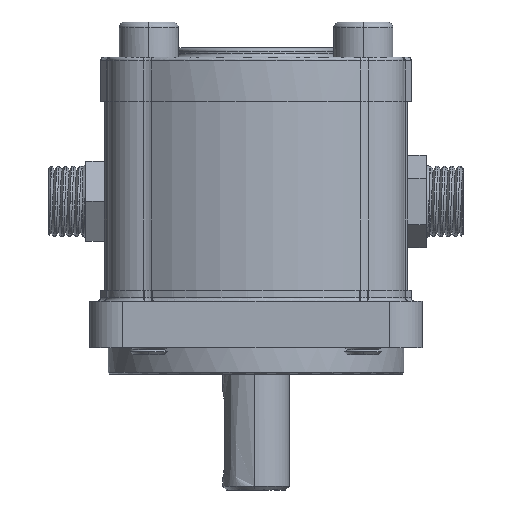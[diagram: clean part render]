
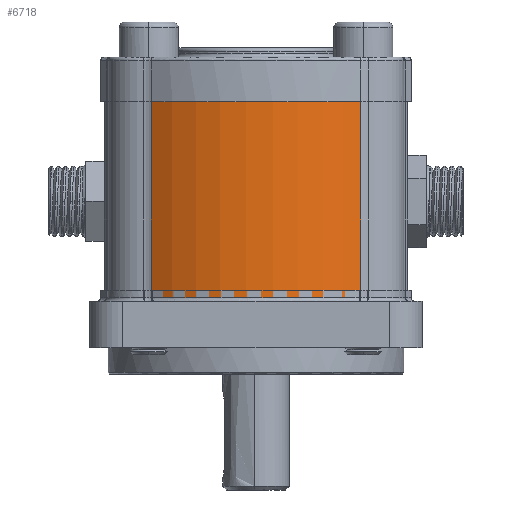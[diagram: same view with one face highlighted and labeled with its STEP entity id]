
A CAD part, front view. The second image highlights one B-rep face of the part: STEP entity #6718.
In plain terms, the highlighted free-form (B-spline) face has degree [2, 1] with [3, 2] control points.
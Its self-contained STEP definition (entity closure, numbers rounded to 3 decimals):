
#1216 = VERTEX_POINT('',#1217);
#1217 = CARTESIAN_POINT('',(-38.544,-56.214,36.806
    ));
#1223 = EDGE_CURVE('',#1216,#1224,#1226,.T.);
#1224 = VERTEX_POINT('',#1225);
#1225 = CARTESIAN_POINT('',(38.544,-56.214,
    36.806));
#1226 = ( BOUNDED_CURVE() B_SPLINE_CURVE(2,(#1227,#1228,#1229),
.UNSPECIFIED.,.F.,.F.) B_SPLINE_CURVE_WITH_KNOTS((3,3),(4.111,
5.313),.PIECEWISE_BEZIER_KNOTS.) CURVE() 
GEOMETRIC_REPRESENTATION_ITEM() RATIONAL_B_SPLINE_CURVE((1.,
0.825,1.)) REPRESENTATION_ITEM('') );
#1227 = CARTESIAN_POINT('',(-38.544,-56.214,36.806
    ));
#1228 = CARTESIAN_POINT('',(0.,-82.642,
    36.806));
#1229 = CARTESIAN_POINT('',(38.544,-56.214,
    36.806));
#1450 = VERTEX_POINT('',#1451);
#1451 = CARTESIAN_POINT('',(38.544,-56.214,
    -36.806));
#1457 = EDGE_CURVE('',#1458,#1450,#1460,.T.);
#1458 = VERTEX_POINT('',#1459);
#1459 = CARTESIAN_POINT('',(-38.544,-56.214,-36.806
    ));
#1460 = ( BOUNDED_CURVE() B_SPLINE_CURVE(2,(#1461,#1462,#1463),
.UNSPECIFIED.,.F.,.F.) B_SPLINE_CURVE_WITH_KNOTS((3,3),(4.111,
5.313),.PIECEWISE_BEZIER_KNOTS.) CURVE() 
GEOMETRIC_REPRESENTATION_ITEM() RATIONAL_B_SPLINE_CURVE((1.,
0.825,1.)) REPRESENTATION_ITEM('') );
#1461 = CARTESIAN_POINT('',(-38.544,-56.214,-36.806
    ));
#1462 = CARTESIAN_POINT('',(0.,-82.642,
    -36.806));
#1463 = CARTESIAN_POINT('',(38.544,-56.214,
    -36.806));
#6706 = EDGE_CURVE('',#1216,#1458,#6707,.T.);
#6707 = B_SPLINE_CURVE_WITH_KNOTS('',1,(#6708,#6709),.UNSPECIFIED.,.F.,
  .F.,(2,2),(-0.,54.),.PIECEWISE_BEZIER_KNOTS.);
#6708 = CARTESIAN_POINT('',(-38.544,-56.214,36.806
    ));
#6709 = CARTESIAN_POINT('',(-38.544,-56.214,-36.806
    ));
#6718 = ADVANCED_FACE('',(#6719),#6729,.T.);
#6719 = FACE_BOUND('',#6720,.T.);
#6720 = EDGE_LOOP('',(#6721,#6722,#6727,#6728));
#6721 = ORIENTED_EDGE('',*,*,#1457,.T.);
#6722 = ORIENTED_EDGE('',*,*,#6723,.F.);
#6723 = EDGE_CURVE('',#1224,#1450,#6724,.T.);
#6724 = B_SPLINE_CURVE_WITH_KNOTS('',1,(#6725,#6726),.UNSPECIFIED.,.F.,
  .F.,(2,2),(-0.,54.),.PIECEWISE_BEZIER_KNOTS.);
#6725 = CARTESIAN_POINT('',(38.544,-56.214,
    36.806));
#6726 = CARTESIAN_POINT('',(38.544,-56.214,
    -36.806));
#6727 = ORIENTED_EDGE('',*,*,#1223,.F.);
#6728 = ORIENTED_EDGE('',*,*,#6706,.T.);
#6729 = ( BOUNDED_SURFACE() B_SPLINE_SURFACE(2,1,(
    (#6730,#6731)
    ,(#6732,#6733)
    ,(#6734,#6735
)),.UNSPECIFIED.,.F.,.F.,.F.) B_SPLINE_SURFACE_WITH_KNOTS((3,3),(2,2),(
    4.111,5.313),(0.,54.),.PIECEWISE_BEZIER_KNOTS.) 
GEOMETRIC_REPRESENTATION_ITEM() RATIONAL_B_SPLINE_SURFACE((
    (1.,1.)
    ,(0.825,0.825)
,(1.,1.))) REPRESENTATION_ITEM('') SURFACE() );
#6730 = CARTESIAN_POINT('',(38.544,-56.214,
    36.806));
#6731 = CARTESIAN_POINT('',(38.544,-56.214,
    -36.806));
#6732 = CARTESIAN_POINT('',(0.,-82.642,
    36.806));
#6733 = CARTESIAN_POINT('',(0.,-82.642,
    -36.806));
#6734 = CARTESIAN_POINT('',(-38.544,-56.214,36.806
    ));
#6735 = CARTESIAN_POINT('',(-38.544,-56.214,-36.806
    ));
